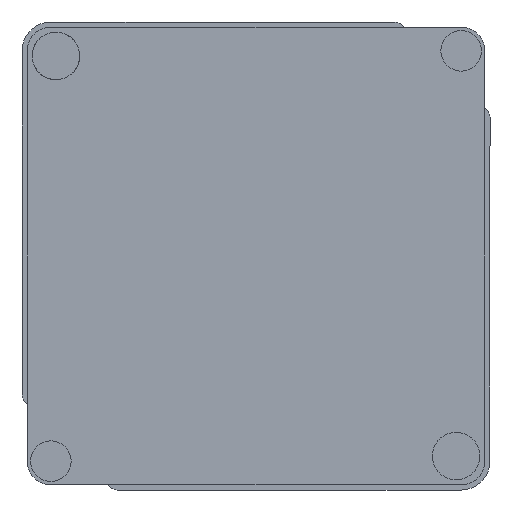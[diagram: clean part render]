
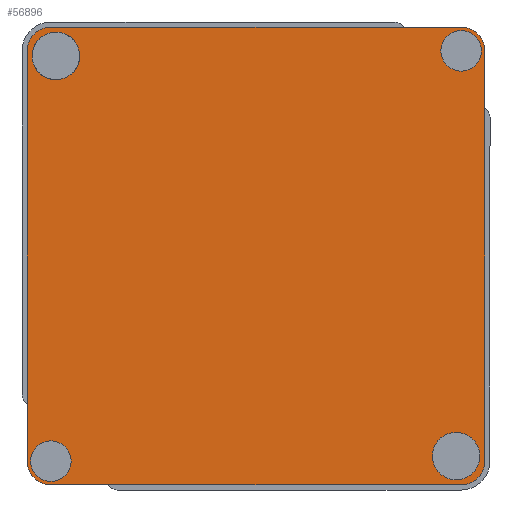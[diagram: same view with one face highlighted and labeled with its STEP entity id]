
A CAD part, front view. The second image highlights one B-rep face of the part: STEP entity #56896.
In plain terms, the highlighted planar face has unit normal (0, -1, 0).
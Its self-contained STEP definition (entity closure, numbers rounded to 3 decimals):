
#1904=FACE_BOUND('',#20769,.T.);
#1905=FACE_BOUND('',#20770,.T.);
#1906=FACE_BOUND('',#20771,.T.);
#1907=FACE_BOUND('',#20772,.T.);
#8289=LINE('',#93548,#14697);
#8290=LINE('',#93552,#14698);
#8291=LINE('',#93556,#14699);
#8292=LINE('',#93559,#14700);
#14697=VECTOR('',#70874,10.);
#14698=VECTOR('',#70877,10.);
#14699=VECTOR('',#70880,10.);
#14700=VECTOR('',#70883,10.);
#17640=FACE_OUTER_BOUND('',#20768,.T.);
#20768=EDGE_LOOP('',(#48845,#48846,#48847,#48848,#48849,#48850,#48851,#48852));
#20769=EDGE_LOOP('',(#48853));
#20770=EDGE_LOOP('',(#48854,#48855));
#20771=EDGE_LOOP('',(#48856,#48857));
#20772=EDGE_LOOP('',(#48858,#48859));
#20942=CIRCLE('',#59434,7.);
#20943=CIRCLE('',#59435,7.);
#20944=CIRCLE('',#59437,6.);
#20945=CIRCLE('',#59439,6.);
#20946=CIRCLE('',#59440,6.);
#20947=CIRCLE('',#59442,7.);
#20948=CIRCLE('',#59443,7.);
#20949=CIRCLE('',#59444,7.);
#20950=CIRCLE('',#59445,7.);
#20951=CIRCLE('',#59446,7.);
#20952=CIRCLE('',#59447,7.);
#26003=VERTEX_POINT('',#93528);
#26004=VERTEX_POINT('',#93530);
#26005=VERTEX_POINT('',#93534);
#26006=VERTEX_POINT('',#93538);
#26007=VERTEX_POINT('',#93540);
#26008=VERTEX_POINT('',#93544);
#26009=VERTEX_POINT('',#93545);
#26010=VERTEX_POINT('',#93547);
#26011=VERTEX_POINT('',#93549);
#26012=VERTEX_POINT('',#93551);
#26013=VERTEX_POINT('',#93553);
#26014=VERTEX_POINT('',#93555);
#26015=VERTEX_POINT('',#93557);
#26016=VERTEX_POINT('',#93560);
#26017=VERTEX_POINT('',#93561);
#33621=EDGE_CURVE('',#26004,#26003,#20942,.T.);
#33622=EDGE_CURVE('',#26003,#26004,#20943,.T.);
#33624=EDGE_CURVE('',#26005,#26005,#20944,.T.);
#33626=EDGE_CURVE('',#26007,#26006,#20945,.T.);
#33627=EDGE_CURVE('',#26006,#26007,#20946,.T.);
#33628=EDGE_CURVE('',#26008,#26009,#20947,.T.);
#33629=EDGE_CURVE('',#26008,#26010,#8289,.T.);
#33630=EDGE_CURVE('',#26011,#26010,#20948,.T.);
#33631=EDGE_CURVE('',#26011,#26012,#8290,.T.);
#33632=EDGE_CURVE('',#26013,#26012,#20949,.T.);
#33633=EDGE_CURVE('',#26013,#26014,#8291,.T.);
#33634=EDGE_CURVE('',#26015,#26014,#20950,.T.);
#33635=EDGE_CURVE('',#26015,#26009,#8292,.T.);
#33636=EDGE_CURVE('',#26016,#26017,#20951,.T.);
#33637=EDGE_CURVE('',#26017,#26016,#20952,.T.);
#48845=ORIENTED_EDGE('',*,*,#33628,.F.);
#48846=ORIENTED_EDGE('',*,*,#33629,.T.);
#48847=ORIENTED_EDGE('',*,*,#33630,.F.);
#48848=ORIENTED_EDGE('',*,*,#33631,.T.);
#48849=ORIENTED_EDGE('',*,*,#33632,.F.);
#48850=ORIENTED_EDGE('',*,*,#33633,.T.);
#48851=ORIENTED_EDGE('',*,*,#33634,.F.);
#48852=ORIENTED_EDGE('',*,*,#33635,.T.);
#48853=ORIENTED_EDGE('',*,*,#33624,.T.);
#48854=ORIENTED_EDGE('',*,*,#33636,.T.);
#48855=ORIENTED_EDGE('',*,*,#33637,.T.);
#48856=ORIENTED_EDGE('',*,*,#33621,.T.);
#48857=ORIENTED_EDGE('',*,*,#33622,.T.);
#48858=ORIENTED_EDGE('',*,*,#33626,.T.);
#48859=ORIENTED_EDGE('',*,*,#33627,.T.);
#51200=PLANE('',#59441);
#56896=ADVANCED_FACE('',(#17640,#1904,#1905,#1906,#1907),#51200,.F.);
#59434=AXIS2_PLACEMENT_3D('',#93531,#70854,#70855);
#59435=AXIS2_PLACEMENT_3D('',#93532,#70856,#70857);
#59437=AXIS2_PLACEMENT_3D('',#93536,#70861,#70862);
#59439=AXIS2_PLACEMENT_3D('',#93541,#70866,#70867);
#59440=AXIS2_PLACEMENT_3D('',#93542,#70868,#70869);
#59441=AXIS2_PLACEMENT_3D('',#93543,#70870,#70871);
#59442=AXIS2_PLACEMENT_3D('',#93546,#70872,#70873);
#59443=AXIS2_PLACEMENT_3D('',#93550,#70875,#70876);
#59444=AXIS2_PLACEMENT_3D('',#93554,#70878,#70879);
#59445=AXIS2_PLACEMENT_3D('',#93558,#70881,#70882);
#59446=AXIS2_PLACEMENT_3D('',#93562,#70884,#70885);
#59447=AXIS2_PLACEMENT_3D('',#93563,#70886,#70887);
#70854=DIRECTION('center_axis',(0.,1.,0.));
#70855=DIRECTION('ref_axis',(0.,0.,-1.));
#70856=DIRECTION('center_axis',(0.,1.,0.));
#70857=DIRECTION('ref_axis',(0.,0.,-1.));
#70861=DIRECTION('center_axis',(0.,1.,0.));
#70862=DIRECTION('ref_axis',(0.,0.,-1.));
#70866=DIRECTION('center_axis',(0.,1.,0.));
#70867=DIRECTION('ref_axis',(0.,0.,-1.));
#70868=DIRECTION('center_axis',(0.,1.,0.));
#70869=DIRECTION('ref_axis',(0.,0.,-1.));
#70870=DIRECTION('center_axis',(0.,1.,0.));
#70871=DIRECTION('ref_axis',(-1.,0.,0.));
#70872=DIRECTION('center_axis',(0.,1.,0.));
#70873=DIRECTION('ref_axis',(0.707,0.,-0.707));
#70874=DIRECTION('',(0.,0.,1.));
#70875=DIRECTION('center_axis',(0.,1.,0.));
#70876=DIRECTION('ref_axis',(0.707,0.,0.707));
#70877=DIRECTION('',(-1.,0.,0.));
#70878=DIRECTION('center_axis',(0.,1.,0.));
#70879=DIRECTION('ref_axis',(-0.707,0.,0.707));
#70880=DIRECTION('',(0.,0.,-1.));
#70881=DIRECTION('center_axis',(0.,1.,0.));
#70882=DIRECTION('ref_axis',(-0.707,0.,-0.707));
#70883=DIRECTION('',(1.,0.,0.));
#70884=DIRECTION('center_axis',(0.,1.,0.));
#70885=DIRECTION('ref_axis',(0.,0.,-1.));
#70886=DIRECTION('center_axis',(0.,1.,0.));
#70887=DIRECTION('ref_axis',(0.,0.,-1.));
#93528=CARTESIAN_POINT('',(-59.,0.,66.));
#93530=CARTESIAN_POINT('',(-54.808,0.,53.394));
#93531=CARTESIAN_POINT('Origin',(-59.,0.,59.));
#93532=CARTESIAN_POINT('Origin',(-59.,0.,59.));
#93534=CARTESIAN_POINT('',(-60.5,0.,-54.5));
#93536=CARTESIAN_POINT('Origin',(-60.5,0.,-60.5));
#93538=CARTESIAN_POINT('',(60.5,0.,66.5));
#93540=CARTESIAN_POINT('',(60.5,0.,54.5));
#93541=CARTESIAN_POINT('Origin',(60.5,0.,60.5));
#93542=CARTESIAN_POINT('Origin',(60.5,0.,60.5));
#93543=CARTESIAN_POINT('Origin',(0.,0.,0.));
#93544=CARTESIAN_POINT('',(67.5,0.,-60.5));
#93545=CARTESIAN_POINT('',(60.5,0.,-67.5));
#93546=CARTESIAN_POINT('Origin',(60.5,0.,-60.5));
#93547=CARTESIAN_POINT('',(67.5,0.,60.5));
#93548=CARTESIAN_POINT('',(67.5,0.,-67.5));
#93549=CARTESIAN_POINT('',(60.5,0.,67.5));
#93550=CARTESIAN_POINT('Origin',(60.5,0.,60.5));
#93551=CARTESIAN_POINT('',(-60.5,0.,67.5));
#93552=CARTESIAN_POINT('',(67.5,0.,67.5));
#93553=CARTESIAN_POINT('',(-67.5,0.,60.5));
#93554=CARTESIAN_POINT('Origin',(-60.5,0.,60.5));
#93555=CARTESIAN_POINT('',(-67.5,0.,-60.5));
#93556=CARTESIAN_POINT('',(-67.5,0.,67.5));
#93557=CARTESIAN_POINT('',(-60.5,0.,-67.5));
#93558=CARTESIAN_POINT('Origin',(-60.5,0.,-60.5));
#93559=CARTESIAN_POINT('',(-67.5,0.,-67.5));
#93560=CARTESIAN_POINT('',(52.,0.,-59.));
#93561=CARTESIAN_POINT('',(59.,0.,-52.));
#93562=CARTESIAN_POINT('Origin',(59.,0.,-59.));
#93563=CARTESIAN_POINT('Origin',(59.,0.,-59.));
